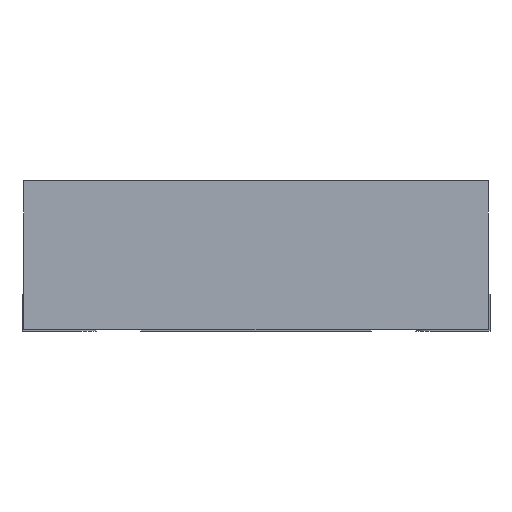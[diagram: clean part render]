
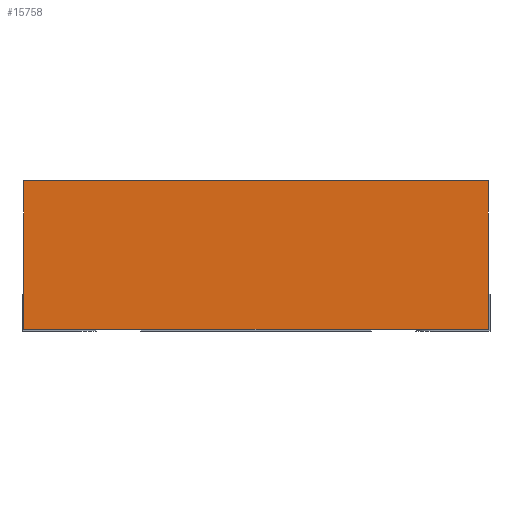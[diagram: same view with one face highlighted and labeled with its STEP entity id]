
A CAD part, front view. The second image highlights one B-rep face of the part: STEP entity #15758.
In plain terms, the highlighted planar face has unit normal (0, -1, 0).
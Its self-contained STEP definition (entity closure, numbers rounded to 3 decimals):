
#1352 = CARTESIAN_POINT ( 'NONE',  ( -1.25, -1.25, 0.81 ) ) ;
#1715 = CARTESIAN_POINT ( 'NONE',  ( -1.25, -1.25, 0.01 ) ) ;
#2349 = DIRECTION ( 'NONE',  ( 0., 0., 1. ) ) ;
#3237 = EDGE_CURVE ( 'NONE', #18371, #7501, #14965, .T. ) ;
#3929 = VECTOR ( 'NONE', #18742, 1000. ) ;
#5399 = VECTOR ( 'NONE', #8467, 1000. ) ;
#5590 = EDGE_CURVE ( 'NONE', #19935, #11007, #8158, .T. ) ;
#5717 = PLANE ( 'NONE',  #21441 ) ;
#5986 = EDGE_LOOP ( 'NONE', ( #9190, #14363, #7751, #6065 ) ) ;
#6065 = ORIENTED_EDGE ( 'NONE', *, *, #12762, .T. ) ;
#6462 = CARTESIAN_POINT ( 'NONE',  ( -1.25, -1.25, 0.81 ) ) ;
#7501 = VERTEX_POINT ( 'NONE', #19733 ) ;
#7751 = ORIENTED_EDGE ( 'NONE', *, *, #5590, .F. ) ;
#7864 = LINE ( 'NONE', #9200, #21242 ) ;
#8086 = CARTESIAN_POINT ( 'NONE',  ( -1.25, -1.25, 0.81 ) ) ;
#8158 = LINE ( 'NONE', #1352, #9656 ) ;
#8467 = DIRECTION ( 'NONE',  ( 0., 0., -1. ) ) ;
#9064 = FACE_OUTER_BOUND ( 'NONE', #5986, .T. ) ;
#9190 = ORIENTED_EDGE ( 'NONE', *, *, #3237, .T. ) ;
#9200 = CARTESIAN_POINT ( 'NONE',  ( 1.25, -1.25, 0.81 ) ) ;
#9656 = VECTOR ( 'NONE', #13055, 1000. ) ;
#11007 = VERTEX_POINT ( 'NONE', #14320 ) ;
#12762 = EDGE_CURVE ( 'NONE', #19935, #18371, #14906, .T. ) ;
#13024 = CARTESIAN_POINT ( 'NONE',  ( -1.25, -1.25, 0.81 ) ) ;
#13055 = DIRECTION ( 'NONE',  ( 1., 0., 0. ) ) ;
#14266 = DIRECTION ( 'NONE',  ( 0., 1., 0. ) ) ;
#14320 = CARTESIAN_POINT ( 'NONE',  ( 1.25, -1.25, 0.81 ) ) ;
#14363 = ORIENTED_EDGE ( 'NONE', *, *, #17131, .F. ) ;
#14906 = LINE ( 'NONE', #6462, #5399 ) ;
#14965 = LINE ( 'NONE', #1715, #3929 ) ;
#15758 = ADVANCED_FACE ( 'NONE', ( #9064 ), #5717, .F. ) ;
#17131 = EDGE_CURVE ( 'NONE', #11007, #7501, #7864, .T. ) ;
#17817 = CARTESIAN_POINT ( 'NONE',  ( -1.25, -1.25, 0.01 ) ) ;
#18371 = VERTEX_POINT ( 'NONE', #17817 ) ;
#18742 = DIRECTION ( 'NONE',  ( 1., 0., 0. ) ) ;
#19733 = CARTESIAN_POINT ( 'NONE',  ( 1.25, -1.25, 0.01 ) ) ;
#19752 = DIRECTION ( 'NONE',  ( 0., 0., -1. ) ) ;
#19935 = VERTEX_POINT ( 'NONE', #8086 ) ;
#21242 = VECTOR ( 'NONE', #19752, 1000. ) ;
#21441 = AXIS2_PLACEMENT_3D ( 'NONE', #13024, #14266, #2349 ) ;
